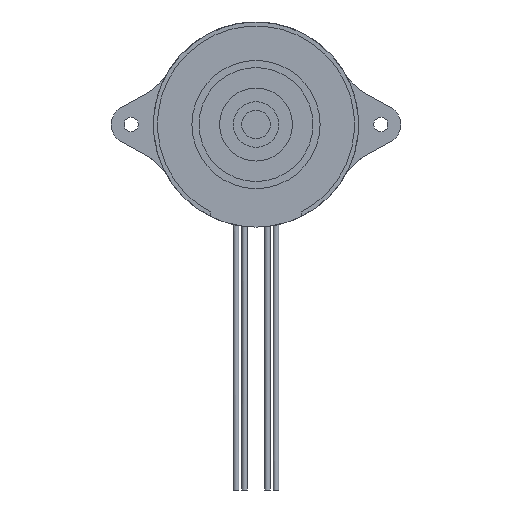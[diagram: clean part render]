
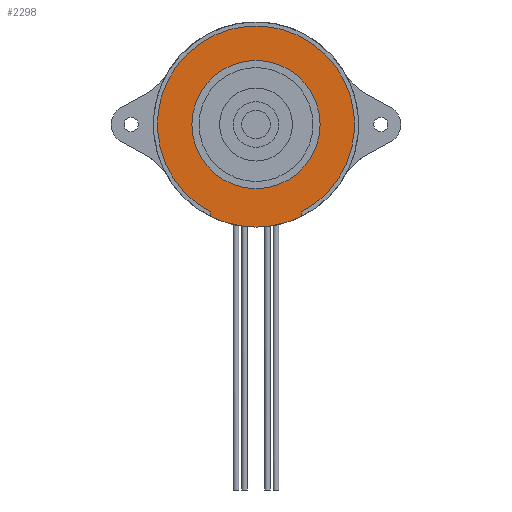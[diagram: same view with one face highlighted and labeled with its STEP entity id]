
A CAD part, front view. The second image highlights one B-rep face of the part: STEP entity #2298.
In plain terms, the highlighted planar face has unit normal (0, -1, 0).
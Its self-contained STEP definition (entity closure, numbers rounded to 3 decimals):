
#53 = DIRECTION ( 'NONE',  ( 0., 0., -1. ) ) ;
#54 = DIRECTION ( 'NONE',  ( 0., -1., 0. ) ) ;
#55 = CARTESIAN_POINT ( 'NONE',  ( 17.65, 0., 17.65 ) ) ;
#77 = DIRECTION ( 'NONE',  ( 0., 0., -1. ) ) ;
#78 = DIRECTION ( 'NONE',  ( 0., -1., 0. ) ) ;
#82 = CARTESIAN_POINT ( 'NONE',  ( 17.65, 0., 17.65 ) ) ;
#298 = CARTESIAN_POINT ( 'NONE',  ( 9.65, 0., 1.525 ) ) ;
#334 = CARTESIAN_POINT ( 'NONE',  ( 9.65, 0., 2.311 ) ) ;
#355 = CARTESIAN_POINT ( 'NONE',  ( 17.65, 0., -0.35 ) ) ;
#427 = CARTESIAN_POINT ( 'NONE',  ( 25.65, 0., 2.311 ) ) ;
#443 = CARTESIAN_POINT ( 'NONE',  ( 17.65, 0., 6.4 ) ) ;
#444 = CARTESIAN_POINT ( 'NONE',  ( 17.65, 0., 28.9 ) ) ;
#456 = CARTESIAN_POINT ( 'NONE',  ( 25.65, 0., 1.525 ) ) ;
#464 = VERTEX_POINT ( 'NONE', #456 ) ;
#476 = VERTEX_POINT ( 'NONE', #444 ) ;
#477 = VERTEX_POINT ( 'NONE', #443 ) ;
#493 = VERTEX_POINT ( 'NONE', #427 ) ;
#556 = VERTEX_POINT ( 'NONE', #355 ) ;
#574 = VERTEX_POINT ( 'NONE', #334 ) ;
#607 = VERTEX_POINT ( 'NONE', #298 ) ;
#985 = AXIS2_PLACEMENT_3D ( 'NONE', #3387, #3394, #3395 ) ;
#991 = VECTOR ( 'NONE', #3393, 1000. ) ;
#992 = VECTOR ( 'NONE', #3398, 1000. ) ;
#1008 = AXIS2_PLACEMENT_3D ( 'NONE', #82, #78, #77 ) ;
#1211 = EDGE_LOOP ( 'NONE', ( #1417, #1416, #1415, #1414, #1413 ) ) ;
#1212 = EDGE_LOOP ( 'NONE', ( #1410, #1412 ) ) ;
#1410 = ORIENTED_EDGE ( 'NONE', *, *, #2112, .F. ) ;
#1412 = ORIENTED_EDGE ( 'NONE', *, *, #2084, .F. ) ;
#1413 = ORIENTED_EDGE ( 'NONE', *, *, #2904, .T. ) ;
#1414 = ORIENTED_EDGE ( 'NONE', *, *, #2076, .T. ) ;
#1415 = ORIENTED_EDGE ( 'NONE', *, *, #2905, .T. ) ;
#1416 = ORIENTED_EDGE ( 'NONE', *, *, #2906, .T. ) ;
#1417 = ORIENTED_EDGE ( 'NONE', *, *, #2116, .T. ) ;
#1899 = DIRECTION ( 'NONE',  ( 0., 0., -1. ) ) ;
#1900 = DIRECTION ( 'NONE',  ( 0., -1., 0. ) ) ;
#1907 = CARTESIAN_POINT ( 'NONE',  ( 17.65, 0., 17.65 ) ) ;
#1911 = DIRECTION ( 'NONE',  ( 0., 0., -1. ) ) ;
#1912 = DIRECTION ( 'NONE',  ( 0., -1., 0. ) ) ;
#1913 = CARTESIAN_POINT ( 'NONE',  ( 17.65, 0., 17.65 ) ) ;
#2076 = EDGE_CURVE ( 'NONE', #556, #464, #2338, .T. ) ;
#2084 = EDGE_CURVE ( 'NONE', #476, #477, #2342, .T. ) ;
#2112 = EDGE_CURVE ( 'NONE', #477, #476, #2348, .T. ) ;
#2116 = EDGE_CURVE ( 'NONE', #493, #574, #2352, .T. ) ;
#2298 = ADVANCED_FACE ( 'NONE', ( #2762, #2755 ), #3059, .F. ) ;
#2338 = CIRCLE ( 'NONE', #1008, 18. ) ;
#2342 = CIRCLE ( 'NONE', #2495, 11.25 ) ;
#2348 = CIRCLE ( 'NONE', #2497, 11.25 ) ;
#2352 = CIRCLE ( 'NONE', #2489, 17.3 ) ;
#2466 = CIRCLE ( 'NONE', #985, 18. ) ;
#2489 = AXIS2_PLACEMENT_3D ( 'NONE', #1907, #1900, #1899 ) ;
#2495 = AXIS2_PLACEMENT_3D ( 'NONE', #55, #54, #53 ) ;
#2497 = AXIS2_PLACEMENT_3D ( 'NONE', #1913, #1912, #1911 ) ;
#2755 = FACE_BOUND ( 'NONE', #1212, .T. ) ;
#2762 = FACE_OUTER_BOUND ( 'NONE', #1211, .T. ) ;
#2770 = AXIS2_PLACEMENT_3D ( 'NONE', #3060, #3061, #3062 ) ;
#2904 = EDGE_CURVE ( 'NONE', #464, #493, #3391, .T. ) ;
#2905 = EDGE_CURVE ( 'NONE', #607, #556, #2466, .T. ) ;
#2906 = EDGE_CURVE ( 'NONE', #574, #607, #3396, .T. ) ;
#3059 = PLANE ( 'NONE',  #2770 ) ;
#3060 = CARTESIAN_POINT ( 'NONE',  ( 17.65, 0., 17.65 ) ) ;
#3061 = DIRECTION ( 'NONE',  ( 0., 1., 0. ) ) ;
#3062 = DIRECTION ( 'NONE',  ( 0., 0., 1. ) ) ;
#3387 = CARTESIAN_POINT ( 'NONE',  ( 17.65, 0., 17.65 ) ) ;
#3391 = LINE ( 'NONE', #3392, #991 ) ;
#3392 = CARTESIAN_POINT ( 'NONE',  ( 25.65, 0., 3.708 ) ) ;
#3393 = DIRECTION ( 'NONE',  ( 0., 0., 1. ) ) ;
#3394 = DIRECTION ( 'NONE',  ( 0., -1., 0. ) ) ;
#3395 = DIRECTION ( 'NONE',  ( 0., 0., -1. ) ) ;
#3396 = LINE ( 'NONE', #3397, #992 ) ;
#3397 = CARTESIAN_POINT ( 'NONE',  ( 9.65, 0., 3.708 ) ) ;
#3398 = DIRECTION ( 'NONE',  ( 0., 0., -1. ) ) ;
